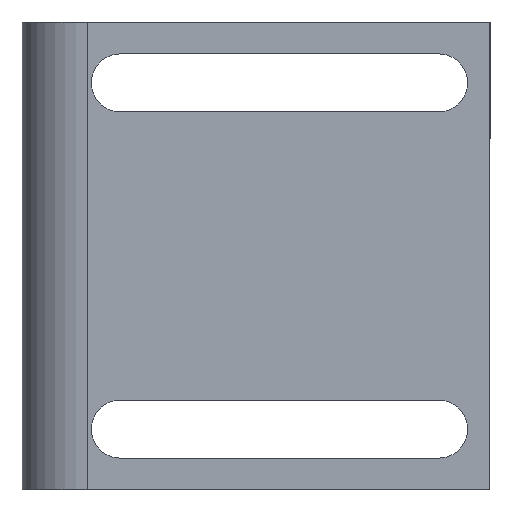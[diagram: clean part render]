
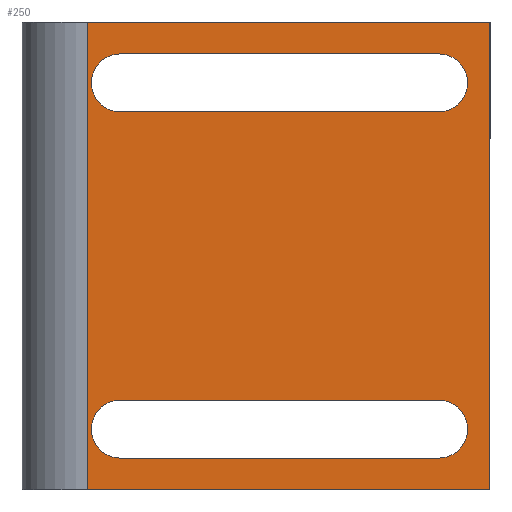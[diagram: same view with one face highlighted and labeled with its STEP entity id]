
A CAD part, front view. The second image highlights one B-rep face of the part: STEP entity #250.
In plain terms, the highlighted planar face has unit normal (0, -1, 0).
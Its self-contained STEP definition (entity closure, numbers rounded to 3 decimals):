
#35 = EDGE_CURVE ( 'NONE', #928, #904, #902, .T. ) ;
#42 = EDGE_CURVE ( 'NONE', #357, #538, #436, .T. ) ;
#55 = EDGE_LOOP ( 'NONE', ( #65, #691, #560, #145 ) ) ;
#61 = CARTESIAN_POINT ( 'NONE',  ( 7., 0., 25. ) ) ;
#65 = ORIENTED_EDGE ( 'NONE', *, *, #935, .F. ) ;
#76 = VECTOR ( 'NONE', #873, 1000. ) ;
#113 = DIRECTION ( 'NONE',  ( 1., 0., 0. ) ) ;
#126 = ORIENTED_EDGE ( 'NONE', *, *, #42, .T. ) ;
#145 = ORIENTED_EDGE ( 'NONE', *, *, #572, .T. ) ;
#166 = VERTEX_POINT ( 'NONE', #372 ) ;
#178 = CARTESIAN_POINT ( 'NONE',  ( 10.5, 0., -21.6 ) ) ;
#188 = LINE ( 'NONE', #395, #790 ) ;
#192 = DIRECTION ( 'NONE',  ( 0., 0., 1. ) ) ;
#195 = AXIS2_PLACEMENT_3D ( 'NONE', #652, #817, #192 ) ;
#200 = ORIENTED_EDGE ( 'NONE', *, *, #35, .T. ) ;
#220 = CARTESIAN_POINT ( 'NONE',  ( 50., 0., 25. ) ) ;
#249 = VECTOR ( 'NONE', #661, 1000. ) ;
#250 = ADVANCED_FACE ( 'NONE', ( #793, #281, #625 ), #859, .F. ) ;
#271 = DIRECTION ( 'NONE',  ( 0., 0., 1. ) ) ;
#281 = FACE_BOUND ( 'NONE', #662, .T. ) ;
#286 = CARTESIAN_POINT ( 'NONE',  ( 44.5, 0., -21.6 ) ) ;
#301 = CARTESIAN_POINT ( 'NONE',  ( 7., 0., -25. ) ) ;
#313 = ORIENTED_EDGE ( 'NONE', *, *, #851, .T. ) ;
#314 = CARTESIAN_POINT ( 'NONE',  ( 10.5, 0., 21.6 ) ) ;
#335 = VECTOR ( 'NONE', #608, 1000. ) ;
#349 = EDGE_CURVE ( 'NONE', #538, #928, #496, .T. ) ;
#355 = VECTOR ( 'NONE', #750, 1000. ) ;
#357 = VERTEX_POINT ( 'NONE', #178 ) ;
#369 = CARTESIAN_POINT ( 'NONE',  ( 44.5, 0., -21.6 ) ) ;
#370 = EDGE_LOOP ( 'NONE', ( #824, #313, #693, #979 ) ) ;
#372 = CARTESIAN_POINT ( 'NONE',  ( 7., 0., -25. ) ) ;
#374 = DIRECTION ( 'NONE',  ( -1., 0., 0. ) ) ;
#378 = CIRCLE ( 'NONE', #499, 3.1 ) ;
#379 = LINE ( 'NONE', #803, #76 ) ;
#391 = DIRECTION ( 'NONE',  ( 0., 1., 0. ) ) ;
#395 = CARTESIAN_POINT ( 'NONE',  ( 50., 0., 25. ) ) ;
#419 = CARTESIAN_POINT ( 'NONE',  ( 44.5, 0., 15.4 ) ) ;
#436 = CIRCLE ( 'NONE', #934, 3.1 ) ;
#461 = LINE ( 'NONE', #369, #658 ) ;
#469 = DIRECTION ( 'NONE',  ( 0., 0., 1. ) ) ;
#480 = CARTESIAN_POINT ( 'NONE',  ( 44.5, 0., 21.6 ) ) ;
#496 = LINE ( 'NONE', #876, #889 ) ;
#499 = AXIS2_PLACEMENT_3D ( 'NONE', #527, #694, #841 ) ;
#521 = CARTESIAN_POINT ( 'NONE',  ( 10.5, 0., 18.5 ) ) ;
#527 = CARTESIAN_POINT ( 'NONE',  ( 44.5, 0., 18.5 ) ) ;
#538 = VERTEX_POINT ( 'NONE', #681 ) ;
#545 = LINE ( 'NONE', #918, #335 ) ;
#560 = ORIENTED_EDGE ( 'NONE', *, *, #993, .T. ) ;
#565 = DIRECTION ( 'NONE',  ( 1., 0., 0. ) ) ;
#572 = EDGE_CURVE ( 'NONE', #615, #878, #188, .T. ) ;
#573 = DIRECTION ( 'NONE',  ( 0., 1., 0. ) ) ;
#577 = VERTEX_POINT ( 'NONE', #314 ) ;
#584 = CIRCLE ( 'NONE', #735, 3.1 ) ;
#593 = VERTEX_POINT ( 'NONE', #786 ) ;
#608 = DIRECTION ( 'NONE',  ( 1., 0., 0. ) ) ;
#609 = LINE ( 'NONE', #301, #249 ) ;
#615 = VERTEX_POINT ( 'NONE', #960 ) ;
#621 = VECTOR ( 'NONE', #565, 1000. ) ;
#625 = FACE_OUTER_BOUND ( 'NONE', #55, .T. ) ;
#636 = ORIENTED_EDGE ( 'NONE', *, *, #349, .T. ) ;
#649 = VERTEX_POINT ( 'NONE', #809 ) ;
#652 = CARTESIAN_POINT ( 'NONE',  ( 44.5, 0., -18.5 ) ) ;
#658 = VECTOR ( 'NONE', #374, 1000. ) ;
#659 = EDGE_CURVE ( 'NONE', #714, #593, #379, .T. ) ;
#661 = DIRECTION ( 'NONE',  ( 1., 0., 0. ) ) ;
#662 = EDGE_LOOP ( 'NONE', ( #636, #200, #892, #126 ) ) ;
#681 = CARTESIAN_POINT ( 'NONE',  ( 10.5, 0., -15.4 ) ) ;
#684 = DIRECTION ( 'NONE',  ( 0., 1., 0. ) ) ;
#688 = CARTESIAN_POINT ( 'NONE',  ( 44.5, 0., -15.4 ) ) ;
#691 = ORIENTED_EDGE ( 'NONE', *, *, #757, .F. ) ;
#693 = ORIENTED_EDGE ( 'NONE', *, *, #659, .T. ) ;
#694 = DIRECTION ( 'NONE',  ( 0., 1., 0. ) ) ;
#713 = EDGE_CURVE ( 'NONE', #577, #761, #975, .T. ) ;
#714 = VERTEX_POINT ( 'NONE', #419 ) ;
#735 = AXIS2_PLACEMENT_3D ( 'NONE', #521, #684, #839 ) ;
#750 = DIRECTION ( 'NONE',  ( 0., 0., 1. ) ) ;
#756 = CARTESIAN_POINT ( 'NONE',  ( 44.5, 0., 21.6 ) ) ;
#757 = EDGE_CURVE ( 'NONE', #166, #649, #856, .T. ) ;
#761 = VERTEX_POINT ( 'NONE', #756 ) ;
#786 = CARTESIAN_POINT ( 'NONE',  ( 10.5, 0., 15.4 ) ) ;
#790 = VECTOR ( 'NONE', #862, 1000. ) ;
#793 = FACE_BOUND ( 'NONE', #370, .T. ) ;
#803 = CARTESIAN_POINT ( 'NONE',  ( 44.5, 0., 15.4 ) ) ;
#809 = CARTESIAN_POINT ( 'NONE',  ( 7., 0., 25. ) ) ;
#817 = DIRECTION ( 'NONE',  ( 0., 1., 0. ) ) ;
#824 = ORIENTED_EDGE ( 'NONE', *, *, #713, .T. ) ;
#835 = EDGE_CURVE ( 'NONE', #593, #577, #584, .T. ) ;
#839 = DIRECTION ( 'NONE',  ( 0., 0., 1. ) ) ;
#841 = DIRECTION ( 'NONE',  ( 0., 0., 1. ) ) ;
#851 = EDGE_CURVE ( 'NONE', #761, #714, #378, .T. ) ;
#856 = LINE ( 'NONE', #61, #355 ) ;
#859 = PLANE ( 'NONE',  #872 ) ;
#862 = DIRECTION ( 'NONE',  ( 0., 0., 1. ) ) ;
#872 = AXIS2_PLACEMENT_3D ( 'NONE', #937, #391, #469 ) ;
#873 = DIRECTION ( 'NONE',  ( -1., 0., 0. ) ) ;
#876 = CARTESIAN_POINT ( 'NONE',  ( 44.5, 0., -15.4 ) ) ;
#878 = VERTEX_POINT ( 'NONE', #220 ) ;
#883 = EDGE_CURVE ( 'NONE', #904, #357, #461, .T. ) ;
#889 = VECTOR ( 'NONE', #113, 1000. ) ;
#892 = ORIENTED_EDGE ( 'NONE', *, *, #883, .T. ) ;
#902 = CIRCLE ( 'NONE', #195, 3.1 ) ;
#904 = VERTEX_POINT ( 'NONE', #286 ) ;
#918 = CARTESIAN_POINT ( 'NONE',  ( 7., 0., 25. ) ) ;
#928 = VERTEX_POINT ( 'NONE', #688 ) ;
#934 = AXIS2_PLACEMENT_3D ( 'NONE', #964, #573, #271 ) ;
#935 = EDGE_CURVE ( 'NONE', #649, #878, #545, .T. ) ;
#937 = CARTESIAN_POINT ( 'NONE',  ( 7., 0., 25. ) ) ;
#960 = CARTESIAN_POINT ( 'NONE',  ( 50., 0., -25. ) ) ;
#964 = CARTESIAN_POINT ( 'NONE',  ( 10.5, 0., -18.5 ) ) ;
#975 = LINE ( 'NONE', #480, #621 ) ;
#979 = ORIENTED_EDGE ( 'NONE', *, *, #835, .T. ) ;
#993 = EDGE_CURVE ( 'NONE', #166, #615, #609, .T. ) ;
